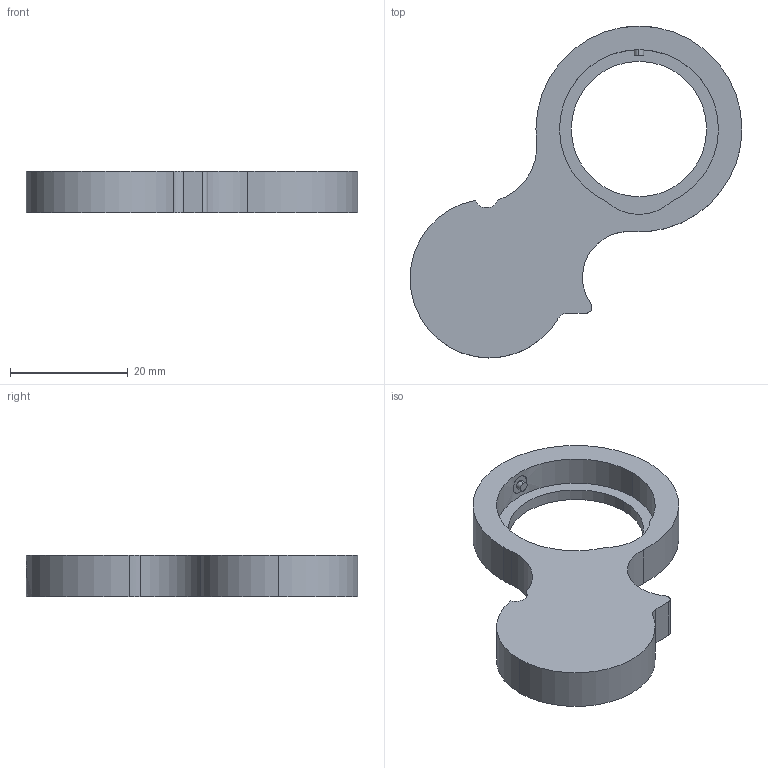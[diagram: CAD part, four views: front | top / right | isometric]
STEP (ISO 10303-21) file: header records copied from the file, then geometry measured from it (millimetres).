
FILE_DESCRIPTION (( 'STEP AP203' ), '1' );
FILE_NAME ('04AMF-1.STEP', '2016-03-03T01:08:37', ( '' ), ( '' ), 'SwSTEP 2.0', 'SolidWorks 2016', '' );
FILE_SCHEMA (( 'CONFIG_CONTROL_DESIGN' ));
Length unit declared in the file: millimetre
Products named in the file (1): 04AMF-1
Bounding box: 56.4 x 56.4 x 7 mm (x, y, z)
Volume: 7960.2 mm3; surface area: 4489.4 mm2
Topology: 3 solids, 3 shells, 46 faces, 108 edges, 69 vertices
Faces by surface type: cylinder 25, plane 15, cone 6
Entity records: 1519 total; most frequent: CARTESIAN_POINT 360, DIRECTION 240, ORIENTED_EDGE 212, EDGE_CURVE 106, AXIS2_PLACEMENT_3D 97, VERTEX_POINT 69, EDGE_LOOP 53, CIRCLE 50
